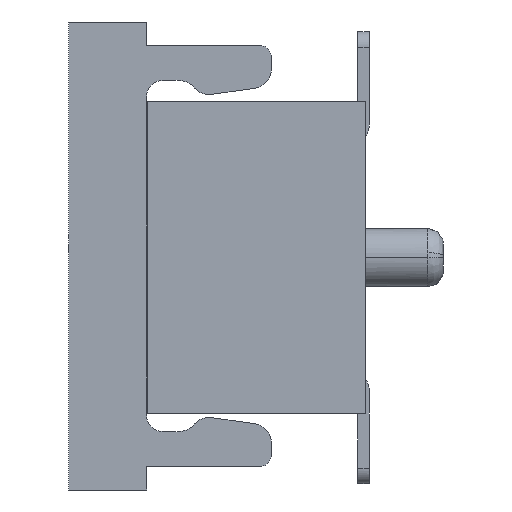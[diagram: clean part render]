
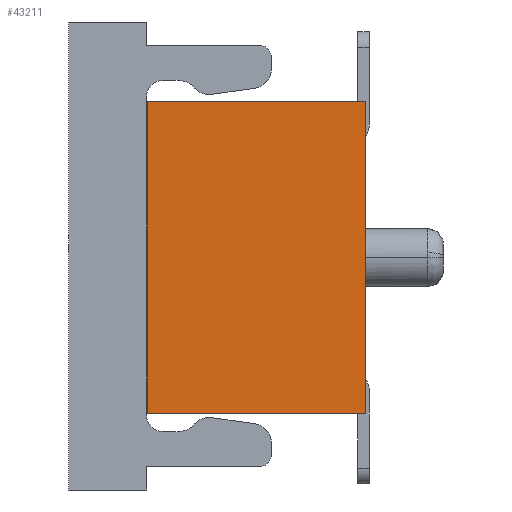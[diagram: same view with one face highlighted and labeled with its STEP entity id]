
A CAD part, left-side view. The second image highlights one B-rep face of the part: STEP entity #43211.
In plain terms, the highlighted planar face has unit normal (-1, 0, 0).
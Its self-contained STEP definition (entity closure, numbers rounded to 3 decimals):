
#2225=CARTESIAN_POINT('',(0.,3.8,0.));
#2226=VERTEX_POINT('',#2225);
#2301=CARTESIAN_POINT('',(0.,3.8,-4.));
#2302=VERTEX_POINT('',#2301);
#2312=CARTESIAN_POINT('',(0.,3.8,0.));
#2313=CARTESIAN_POINT('',(0.,3.8,-0.8));
#2314=CARTESIAN_POINT('',(0.,3.8,-1.6));
#2315=CARTESIAN_POINT('',(0.,3.8,-2.4));
#2316=CARTESIAN_POINT('',(0.,3.8,-3.2));
#2317=CARTESIAN_POINT('',(0.,3.8,-4.));
#2318=B_SPLINE_CURVE_WITH_KNOTS('',5,(#2312,#2313,#2314,#2315,#2316,#2317),.UNSPECIFIED.,.F.,.U.,(6,6),(0.,4.),.UNSPECIFIED.);
#2319=EDGE_CURVE('',#2226,#2302,#2318,.T.);
#42610=CARTESIAN_POINT('',(0.,1.,0.));
#42611=VERTEX_POINT('',#42610);
#42612=CARTESIAN_POINT('',(0.,3.8,0.));
#42613=CARTESIAN_POINT('',(0.,3.24,0.));
#42614=CARTESIAN_POINT('',(0.,2.68,0.));
#42615=CARTESIAN_POINT('',(0.,2.12,0.));
#42616=CARTESIAN_POINT('',(0.,1.56,0.));
#42617=CARTESIAN_POINT('',(0.,1.,0.));
#42618=B_SPLINE_CURVE_WITH_KNOTS('',5,(#42612,#42613,#42614,#42615,#42616,#42617),.UNSPECIFIED.,.F.,.U.,(6,6),(0.,2.8),.UNSPECIFIED.);
#42619=EDGE_CURVE('',#2226,#42611,#42618,.T.);
#43150=CARTESIAN_POINT('',(0.,1.,-4.));
#43151=VERTEX_POINT('',#43150);
#43161=CARTESIAN_POINT('',(0.,3.8,-4.));
#43162=CARTESIAN_POINT('',(0.,3.24,-4.));
#43163=CARTESIAN_POINT('',(0.,2.68,-4.));
#43164=CARTESIAN_POINT('',(0.,2.12,-4.));
#43165=CARTESIAN_POINT('',(0.,1.56,-4.));
#43166=CARTESIAN_POINT('',(0.,1.,-4.));
#43167=B_SPLINE_CURVE_WITH_KNOTS('',5,(#43161,#43162,#43163,#43164,#43165,#43166),.UNSPECIFIED.,.F.,.U.,(6,6),(0.,2.8),.UNSPECIFIED.);
#43168=EDGE_CURVE('',#2302,#43151,#43167,.T.);
#43173=CARTESIAN_POINT('',(0.,3.,-2.));
#43174=DIRECTION('',(0.,0.,1.));
#43175=DIRECTION('',(-1.,0.,0.));
#43176=AXIS2_PLACEMENT_3D('',#43173,#43175,#43174);
#43177=PLANE('',#43176);
#43178=CARTESIAN_POINT('',(0.,1.,-0.425));
#43179=VERTEX_POINT('',#43178);
#43180=CARTESIAN_POINT('',(0.,1.,-3.575));
#43181=VERTEX_POINT('',#43180);
#43182=CARTESIAN_POINT('',(0.,1.,-0.425));
#43183=DIRECTION('',(0.,0.,-1.));
#43184=VECTOR('',#43183,3.15);
#43185=LINE('',#43182,#43184);
#43186=EDGE_CURVE('',#43179,#43181,#43185,.T.);
#43187=ORIENTED_EDGE('',*,*,#43186,.F.);
#43188=CARTESIAN_POINT('',(0.,1.,0.));
#43189=CARTESIAN_POINT('',(0.,1.,-0.085));
#43190=CARTESIAN_POINT('',(0.,1.,-0.17));
#43191=CARTESIAN_POINT('',(0.,1.,-0.255));
#43192=CARTESIAN_POINT('',(0.,1.,-0.34));
#43193=CARTESIAN_POINT('',(0.,1.,-0.425));
#43194=B_SPLINE_CURVE_WITH_KNOTS('',5,(#43188,#43189,#43190,#43191,#43192,#43193),.UNSPECIFIED.,.F.,.U.,(6,6),(0.,0.425),.UNSPECIFIED.);
#43195=EDGE_CURVE('',#42611,#43179,#43194,.T.);
#43196=ORIENTED_EDGE('',*,*,#43195,.F.);
#43197=ORIENTED_EDGE('',*,*,#42619,.F.);
#43198=ORIENTED_EDGE('',*,*,#2319,.T.);
#43199=ORIENTED_EDGE('',*,*,#43168,.T.);
#43200=CARTESIAN_POINT('',(0.,1.,-4.));
#43201=CARTESIAN_POINT('',(0.,1.,-3.915));
#43202=CARTESIAN_POINT('',(0.,1.,-3.83));
#43203=CARTESIAN_POINT('',(0.,1.,-3.745));
#43204=CARTESIAN_POINT('',(0.,1.,-3.66));
#43205=CARTESIAN_POINT('',(0.,1.,-3.575));
#43206=B_SPLINE_CURVE_WITH_KNOTS('',5,(#43200,#43201,#43202,#43203,#43204,#43205),.UNSPECIFIED.,.F.,.U.,(6,6),(0.,0.425),.UNSPECIFIED.);
#43207=EDGE_CURVE('',#43151,#43181,#43206,.T.);
#43208=ORIENTED_EDGE('',*,*,#43207,.T.);
#43209=EDGE_LOOP('',(#43187,#43196,#43197,#43198,#43199,#43208));
#43210=FACE_OUTER_BOUND('',#43209,.T.);
#43211=ADVANCED_FACE('',(#43210),#43177,.T.);
